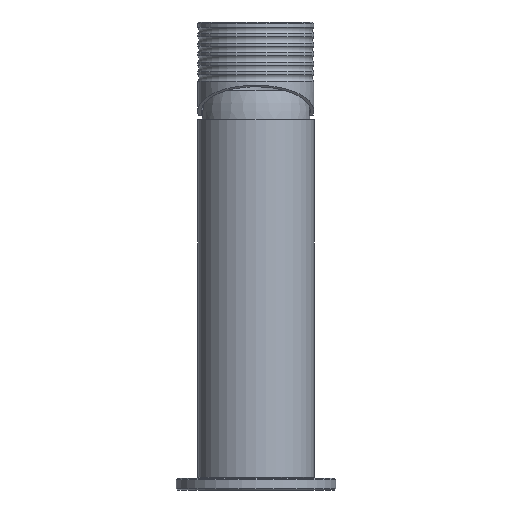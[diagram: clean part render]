
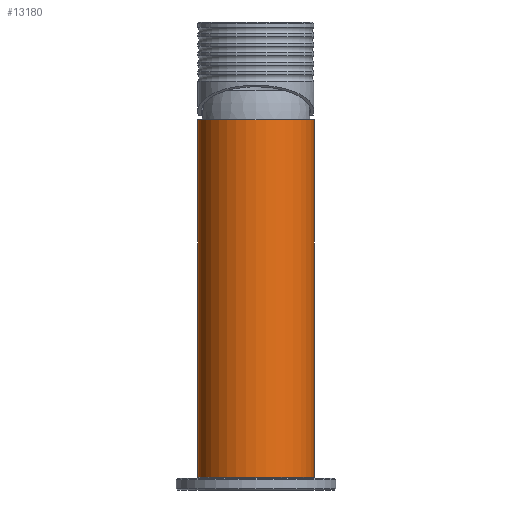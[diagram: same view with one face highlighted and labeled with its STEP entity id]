
A CAD part, front view. The second image highlights one B-rep face of the part: STEP entity #13180.
In plain terms, the highlighted cylindrical face has radius 20 mm (diameter 40 mm), a full revolution.
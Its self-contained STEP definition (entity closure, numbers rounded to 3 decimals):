
#779=LINE('',#30963,#1575);
#780=LINE('',#30976,#1576);
#1575=VECTOR('',#25489,1000.);
#1576=VECTOR('',#25490,1000.);
#1806=B_SPLINE_CURVE_WITH_KNOTS('',3,(#30966,#30967,#30968,#30969,#30970,
#30971,#30972,#30973,#30974),.UNSPECIFIED.,.F.,.F.,(4,1,1,1,1,1,4),(0.,
0.005,0.007,0.009,0.012,
0.014,0.019),.UNSPECIFIED.);
#1807=B_SPLINE_CURVE_WITH_KNOTS('',3,(#30978,#30979,#30980,#30981,#30982,
#30983,#30984,#30985,#30986),.UNSPECIFIED.,.F.,.F.,(4,1,1,1,1,1,4),(0.,
0.005,0.007,0.009,0.012,
0.014,0.019),.UNSPECIFIED.);
#5013=ORIENTED_EDGE('',*,*,#7072,.T.);
#5014=ORIENTED_EDGE('',*,*,#7073,.T.);
#5015=ORIENTED_EDGE('',*,*,#7074,.F.);
#5016=ORIENTED_EDGE('',*,*,#7075,.T.);
#5017=ORIENTED_EDGE('',*,*,#7076,.F.);
#5018=ORIENTED_EDGE('',*,*,#7077,.T.);
#7072=EDGE_CURVE('',#8416,#8416,#9353,.F.);
#7073=EDGE_CURVE('',#8417,#8417,#9354,.F.);
#7074=EDGE_CURVE('',#8418,#8419,#779,.T.);
#7075=EDGE_CURVE('',#8418,#8420,#1806,.T.);
#7076=EDGE_CURVE('',#8421,#8420,#780,.F.);
#7077=EDGE_CURVE('',#8421,#8419,#1807,.T.);
#8416=VERTEX_POINT('',#30960);
#8417=VERTEX_POINT('',#30962);
#8418=VERTEX_POINT('',#30964);
#8419=VERTEX_POINT('',#30965);
#8420=VERTEX_POINT('',#30975);
#8421=VERTEX_POINT('',#30977);
#9353=CIRCLE('',#21689,20.);
#9354=CIRCLE('',#21690,20.);
#10498=EDGE_LOOP('',(#5013));
#10499=EDGE_LOOP('',(#5014));
#10500=EDGE_LOOP('',(#5015,#5016,#5017,#5018));
#11791=FACE_BOUND('',#10498,.T.);
#11792=FACE_BOUND('',#10499,.T.);
#11793=FACE_BOUND('',#10500,.T.);
#12331=CYLINDRICAL_SURFACE('',#21688,20.);
#13180=ADVANCED_FACE('',(#11791,#11792,#11793),#12331,.T.);
#21688=AXIS2_PLACEMENT_3D('',#30958,#25483,#25484);
#21689=AXIS2_PLACEMENT_3D('',#30959,#25485,#25486);
#21690=AXIS2_PLACEMENT_3D('',#30961,#25487,#25488);
#25483=DIRECTION('',(1.,0.,0.));
#25484=DIRECTION('',(0.,0.,-1.));
#25485=DIRECTION('',(1.,0.,0.));
#25486=DIRECTION('',(0.,0.,-1.));
#25487=DIRECTION('',(-1.,0.,0.));
#25488=DIRECTION('',(0.,0.,1.));
#25489=DIRECTION('',(1.,0.,0.));
#25490=DIRECTION('',(1.,0.,0.));
#30958=CARTESIAN_POINT('',(0.,0.,0.));
#30959=CARTESIAN_POINT('',(-0.15,0.,0.));
#30960=CARTESIAN_POINT('',(-0.15,0.,-20.));
#30961=CARTESIAN_POINT('',(-123.15,0.,0.));
#30962=CARTESIAN_POINT('',(-123.15,0.,20.));
#30963=CARTESIAN_POINT('',(0.,18.8,6.823));
#30964=CARTESIAN_POINT('',(-19.773,18.8,6.823));
#30965=CARTESIAN_POINT('',(-16.227,18.8,6.823));
#30966=CARTESIAN_POINT('',(-19.773,18.8,6.823));
#30967=CARTESIAN_POINT('',(-21.293,18.943,6.429));
#30968=CARTESIAN_POINT('',(-23.291,19.417,5.093));
#30969=CARTESIAN_POINT('',(-24.785,19.905,2.346));
#30970=CARTESIAN_POINT('',(-25.181,20.047,0.008));
#30971=CARTESIAN_POINT('',(-24.789,19.906,-2.336));
#30972=CARTESIAN_POINT('',(-23.294,19.417,-5.091));
#30973=CARTESIAN_POINT('',(-21.293,18.943,-6.429));
#30974=CARTESIAN_POINT('',(-19.773,18.8,-6.823));
#30975=CARTESIAN_POINT('',(-19.773,18.8,-6.823));
#30976=CARTESIAN_POINT('',(0.,18.8,-6.823));
#30977=CARTESIAN_POINT('',(-16.227,18.8,-6.823));
#30978=CARTESIAN_POINT('',(-16.227,18.8,-6.823));
#30979=CARTESIAN_POINT('',(-14.707,18.943,-6.429));
#30980=CARTESIAN_POINT('',(-12.709,19.417,-5.093));
#30981=CARTESIAN_POINT('',(-11.215,19.905,-2.346));
#30982=CARTESIAN_POINT('',(-10.819,20.047,-0.008));
#30983=CARTESIAN_POINT('',(-11.211,19.906,2.336));
#30984=CARTESIAN_POINT('',(-12.706,19.417,5.091));
#30985=CARTESIAN_POINT('',(-14.707,18.943,6.429));
#30986=CARTESIAN_POINT('',(-16.227,18.8,6.823));
